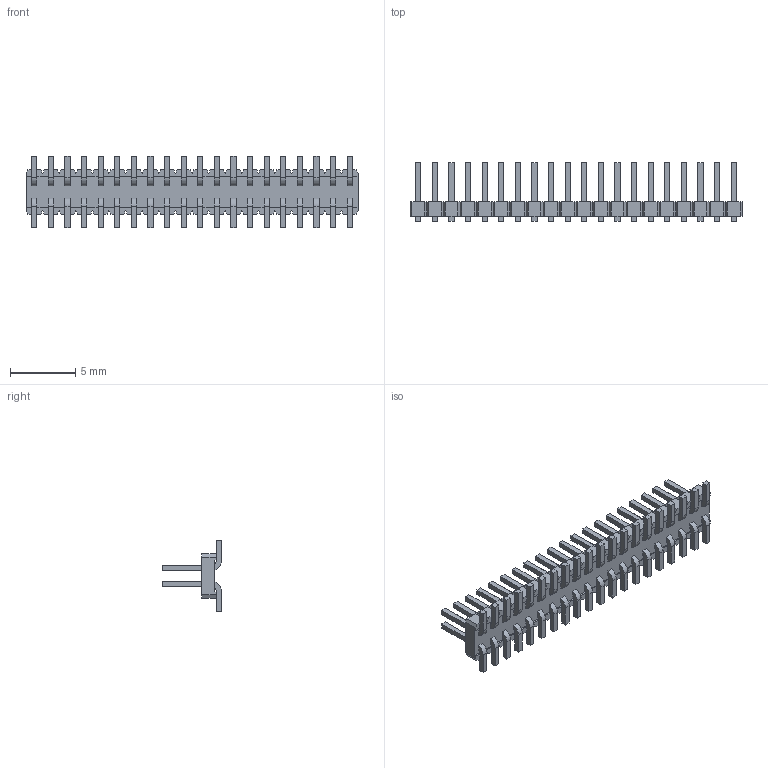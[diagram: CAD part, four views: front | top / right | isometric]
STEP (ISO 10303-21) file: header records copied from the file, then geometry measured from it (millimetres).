
FILE_DESCRIPTION(('STEP AP242'),'1');
FILE_NAME('2002112100040d8lf.stp','2019-05-30T10:24:18',('TraceParts'),('TraceParts S.A.'),'Spatial InterOp 3D',' ',' ');
FILE_SCHEMA(('AP242_MANAGED_MODEL_BASED_3D_ENGINEERING_MIM_LF {1 0 10303 442 1 1 4}'));
Length unit declared in the file: millimetre
Products named in the file (1): 2002112100040d8lf
Bounding box: 25.4 x 4.5 x 5.5 mm (x, y, z)
Volume: 120.4 mm3; surface area: 565.1 mm2
Topology: 1 solids, 1 shells, 688 faces, 1898 edges, 1212 vertices
Faces by surface type: plane 608, cylinder 80
Entity records: 21557 total; most frequent: CARTESIAN_POINT 3799, ORIENTED_EDGE 3796, DIRECTION 3436, EDGE_CURVE 1898, LINE 1738, VECTOR 1738, VERTEX_POINT 1212, AXIS2_PLACEMENT_3D 849
